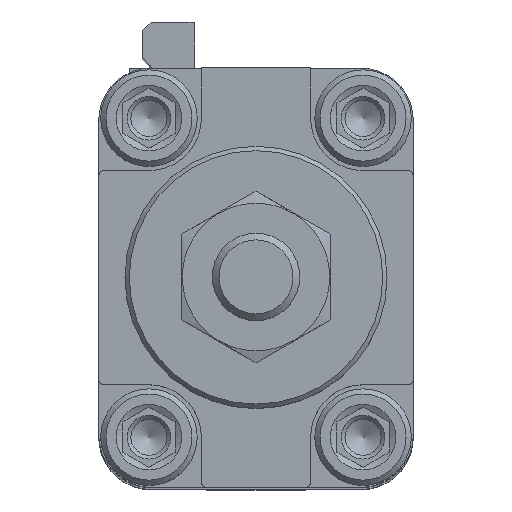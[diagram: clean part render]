
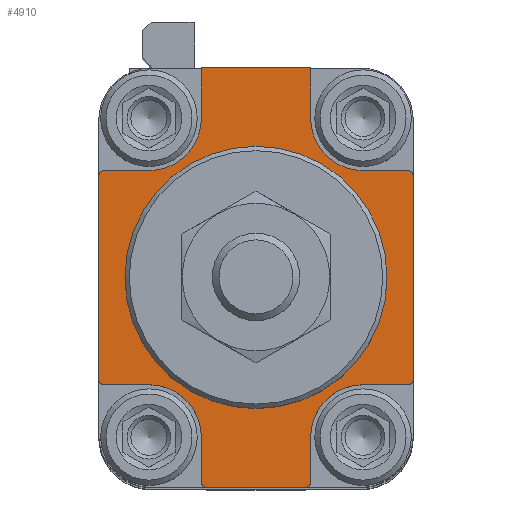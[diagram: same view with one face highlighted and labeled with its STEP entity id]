
A CAD part, top view. The second image highlights one B-rep face of the part: STEP entity #4910.
In plain terms, the highlighted planar face has unit normal (0, 0, 1).
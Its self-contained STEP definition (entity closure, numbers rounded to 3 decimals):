
#170=LINE('',#7659,#496);
#178=LINE('',#7681,#504);
#186=LINE('',#7705,#512);
#199=LINE('',#7741,#525);
#210=LINE('',#7764,#536);
#211=LINE('',#7770,#537);
#212=LINE('',#7774,#538);
#213=LINE('',#7779,#539);
#214=LINE('',#7783,#540);
#215=LINE('',#7788,#541);
#216=LINE('',#7792,#542);
#217=LINE('',#7793,#543);
#496=VECTOR('',#5951,1000.);
#504=VECTOR('',#5969,1000.);
#512=VECTOR('',#5989,1000.);
#525=VECTOR('',#6018,1000.);
#536=VECTOR('',#6033,1000.);
#537=VECTOR('',#6038,1000.);
#538=VECTOR('',#6041,1000.);
#539=VECTOR('',#6046,1000.);
#540=VECTOR('',#6049,1000.);
#541=VECTOR('',#6054,1000.);
#542=VECTOR('',#6057,1000.);
#543=VECTOR('',#6058,1000.);
#819=PLANE('',#5315);
#1003=CIRCLE('',#5316,15.);
#1004=CIRCLE('',#5317,0.6);
#1005=CIRCLE('',#5318,0.6);
#1006=CIRCLE('',#5319,6.);
#1007=CIRCLE('',#5320,0.6);
#1008=CIRCLE('',#5321,0.6);
#1009=CIRCLE('',#5322,6.);
#1010=CIRCLE('',#5323,0.6);
#1011=CIRCLE('',#5324,0.6);
#1012=CIRCLE('',#5325,6.);
#1013=CIRCLE('',#5326,6.);
#1364=ORIENTED_EDGE('',*,*,#2696,.T.);
#1365=ORIENTED_EDGE('',*,*,#2697,.T.);
#1366=ORIENTED_EDGE('',*,*,#2698,.T.);
#1367=ORIENTED_EDGE('',*,*,#2643,.T.);
#1368=ORIENTED_EDGE('',*,*,#2699,.T.);
#1369=ORIENTED_EDGE('',*,*,#2700,.T.);
#1370=ORIENTED_EDGE('',*,*,#2701,.F.);
#1371=ORIENTED_EDGE('',*,*,#2702,.T.);
#1372=ORIENTED_EDGE('',*,*,#2703,.T.);
#1373=ORIENTED_EDGE('',*,*,#2654,.T.);
#1374=ORIENTED_EDGE('',*,*,#2704,.T.);
#1375=ORIENTED_EDGE('',*,*,#2705,.T.);
#1376=ORIENTED_EDGE('',*,*,#2706,.F.);
#1377=ORIENTED_EDGE('',*,*,#2707,.T.);
#1378=ORIENTED_EDGE('',*,*,#2708,.T.);
#1379=ORIENTED_EDGE('',*,*,#2666,.T.);
#1380=ORIENTED_EDGE('',*,*,#2709,.T.);
#1381=ORIENTED_EDGE('',*,*,#2710,.T.);
#1382=ORIENTED_EDGE('',*,*,#2711,.F.);
#1383=ORIENTED_EDGE('',*,*,#2712,.T.);
#1384=ORIENTED_EDGE('',*,*,#2685,.T.);
#1385=ORIENTED_EDGE('',*,*,#2713,.T.);
#1386=ORIENTED_EDGE('',*,*,#2714,.F.);
#2643=EDGE_CURVE('',#3314,#3313,#170,.T.);
#2654=EDGE_CURVE('',#3323,#3322,#178,.T.);
#2666=EDGE_CURVE('',#3333,#3332,#186,.T.);
#2685=EDGE_CURVE('',#3348,#3347,#199,.T.);
#2696=EDGE_CURVE('',#3357,#3357,#1003,.T.);
#2697=EDGE_CURVE('',#3358,#3359,#210,.T.);
#2698=EDGE_CURVE('',#3359,#3314,#1004,.T.);
#2699=EDGE_CURVE('',#3313,#3360,#1005,.T.);
#2700=EDGE_CURVE('',#3360,#3361,#211,.T.);
#2701=EDGE_CURVE('',#3362,#3361,#1006,.T.);
#2702=EDGE_CURVE('',#3362,#3363,#212,.T.);
#2703=EDGE_CURVE('',#3363,#3323,#1007,.T.);
#2704=EDGE_CURVE('',#3322,#3364,#1008,.T.);
#2705=EDGE_CURVE('',#3364,#3365,#213,.T.);
#2706=EDGE_CURVE('',#3366,#3365,#1009,.T.);
#2707=EDGE_CURVE('',#3366,#3367,#214,.T.);
#2708=EDGE_CURVE('',#3367,#3333,#1010,.T.);
#2709=EDGE_CURVE('',#3332,#3368,#1011,.T.);
#2710=EDGE_CURVE('',#3368,#3369,#215,.T.);
#2711=EDGE_CURVE('',#3370,#3369,#1012,.T.);
#2712=EDGE_CURVE('',#3370,#3348,#216,.T.);
#2713=EDGE_CURVE('',#3347,#3371,#217,.T.);
#2714=EDGE_CURVE('',#3358,#3371,#1013,.T.);
#3313=VERTEX_POINT('',#7658);
#3314=VERTEX_POINT('',#7660);
#3322=VERTEX_POINT('',#7680);
#3323=VERTEX_POINT('',#7682);
#3332=VERTEX_POINT('',#7704);
#3333=VERTEX_POINT('',#7706);
#3347=VERTEX_POINT('',#7740);
#3348=VERTEX_POINT('',#7742);
#3357=VERTEX_POINT('',#7763);
#3358=VERTEX_POINT('',#7765);
#3359=VERTEX_POINT('',#7766);
#3360=VERTEX_POINT('',#7769);
#3361=VERTEX_POINT('',#7771);
#3362=VERTEX_POINT('',#7773);
#3363=VERTEX_POINT('',#7775);
#3364=VERTEX_POINT('',#7778);
#3365=VERTEX_POINT('',#7780);
#3366=VERTEX_POINT('',#7782);
#3367=VERTEX_POINT('',#7784);
#3368=VERTEX_POINT('',#7787);
#3369=VERTEX_POINT('',#7789);
#3370=VERTEX_POINT('',#7791);
#3371=VERTEX_POINT('',#7794);
#3863=EDGE_LOOP('',(#1364));
#3864=EDGE_LOOP('',(#1365,#1366,#1367,#1368,#1369,#1370,#1371,#1372,#1373,
#1374,#1375,#1376,#1377,#1378,#1379,#1380,#1381,#1382,#1383,#1384,#1385,
#1386));
#4355=FACE_BOUND('',#3863,.T.);
#4356=FACE_BOUND('',#3864,.T.);
#4910=ADVANCED_FACE('',(#4355,#4356),#819,.T.);
#5315=AXIS2_PLACEMENT_3D('',#7761,#6029,#6030);
#5316=AXIS2_PLACEMENT_3D('',#7762,#6031,#6032);
#5317=AXIS2_PLACEMENT_3D('',#7767,#6034,#6035);
#5318=AXIS2_PLACEMENT_3D('',#7768,#6036,#6037);
#5319=AXIS2_PLACEMENT_3D('',#7772,#6039,#6040);
#5320=AXIS2_PLACEMENT_3D('',#7776,#6042,#6043);
#5321=AXIS2_PLACEMENT_3D('',#7777,#6044,#6045);
#5322=AXIS2_PLACEMENT_3D('',#7781,#6047,#6048);
#5323=AXIS2_PLACEMENT_3D('',#7785,#6050,#6051);
#5324=AXIS2_PLACEMENT_3D('',#7786,#6052,#6053);
#5325=AXIS2_PLACEMENT_3D('',#7790,#6055,#6056);
#5326=AXIS2_PLACEMENT_3D('',#7795,#6059,#6060);
#5951=DIRECTION('',(0.,-1.,0.));
#5969=DIRECTION('',(1.,0.,0.));
#5989=DIRECTION('',(0.,1.,0.));
#6018=DIRECTION('',(-1.,0.,0.));
#6029=DIRECTION('',(0.,0.,1.));
#6030=DIRECTION('',(1.,0.,0.));
#6031=DIRECTION('',(0.,0.,-1.));
#6032=DIRECTION('',(-1.,0.,0.));
#6033=DIRECTION('',(-1.,0.,0.));
#6034=DIRECTION('',(0.,0.,1.));
#6035=DIRECTION('',(1.,0.,0.));
#6036=DIRECTION('',(0.,0.,1.));
#6037=DIRECTION('',(1.,0.,0.));
#6038=DIRECTION('',(1.,0.,0.));
#6039=DIRECTION('',(0.,0.,1.));
#6040=DIRECTION('',(1.,0.,0.));
#6041=DIRECTION('',(0.,-1.,0.));
#6042=DIRECTION('',(0.,0.,1.));
#6043=DIRECTION('',(1.,0.,0.));
#6044=DIRECTION('',(0.,0.,1.));
#6045=DIRECTION('',(1.,0.,0.));
#6046=DIRECTION('',(0.,1.,0.));
#6047=DIRECTION('',(0.,0.,1.));
#6048=DIRECTION('',(1.,0.,0.));
#6049=DIRECTION('',(1.,0.,0.));
#6050=DIRECTION('',(0.,0.,1.));
#6051=DIRECTION('',(1.,0.,0.));
#6052=DIRECTION('',(0.,0.,1.));
#6053=DIRECTION('',(1.,0.,0.));
#6054=DIRECTION('',(-1.,0.,0.));
#6055=DIRECTION('',(0.,0.,1.));
#6056=DIRECTION('',(1.,0.,0.));
#6057=DIRECTION('',(0.,1.,0.));
#6058=DIRECTION('',(0.,-1.,0.));
#6059=DIRECTION('',(0.,0.,1.));
#6060=DIRECTION('',(1.,0.,0.));
#7658=CARTESIAN_POINT('',(-18.,-11.65,0.));
#7659=CARTESIAN_POINT('',(-18.,18.,0.));
#7660=CARTESIAN_POINT('',(-18.,11.65,0.));
#7680=CARTESIAN_POINT('',(5.65,-24.,0.));
#7681=CARTESIAN_POINT('',(-12.,-24.,0.));
#7682=CARTESIAN_POINT('',(-5.65,-24.,0.));
#7704=CARTESIAN_POINT('',(18.,11.65,0.));
#7705=CARTESIAN_POINT('',(18.,-18.,0.));
#7706=CARTESIAN_POINT('',(18.,-11.65,0.));
#7740=CARTESIAN_POINT('',(-6.25,24.,0.));
#7741=CARTESIAN_POINT('',(12.,24.,0.));
#7742=CARTESIAN_POINT('',(6.25,24.,0.));
#7761=CARTESIAN_POINT('',(-12.,18.,0.));
#7762=CARTESIAN_POINT('',(0.,0.,0.));
#7763=CARTESIAN_POINT('',(-15.,0.,0.));
#7764=CARTESIAN_POINT('',(-12.25,12.25,0.));
#7765=CARTESIAN_POINT('',(-12.25,12.25,0.));
#7766=CARTESIAN_POINT('',(-17.4,12.25,0.));
#7767=CARTESIAN_POINT('',(-17.4,11.65,0.));
#7768=CARTESIAN_POINT('',(-17.4,-11.65,0.));
#7769=CARTESIAN_POINT('',(-17.4,-12.25,0.));
#7770=CARTESIAN_POINT('',(-17.4,-12.25,0.));
#7771=CARTESIAN_POINT('',(-12.25,-12.25,0.));
#7772=CARTESIAN_POINT('',(-12.25,-18.25,0.));
#7773=CARTESIAN_POINT('',(-6.25,-18.25,0.));
#7774=CARTESIAN_POINT('',(-6.25,-18.25,0.));
#7775=CARTESIAN_POINT('',(-6.25,-23.4,0.));
#7776=CARTESIAN_POINT('',(-5.65,-23.4,0.));
#7777=CARTESIAN_POINT('',(5.65,-23.4,0.));
#7778=CARTESIAN_POINT('',(6.25,-23.4,0.));
#7779=CARTESIAN_POINT('',(6.25,-23.4,0.));
#7780=CARTESIAN_POINT('',(6.25,-18.25,0.));
#7781=CARTESIAN_POINT('',(12.25,-18.25,0.));
#7782=CARTESIAN_POINT('',(12.25,-12.25,0.));
#7783=CARTESIAN_POINT('',(12.25,-12.25,0.));
#7784=CARTESIAN_POINT('',(17.4,-12.25,0.));
#7785=CARTESIAN_POINT('',(17.4,-11.65,0.));
#7786=CARTESIAN_POINT('',(17.4,11.65,0.));
#7787=CARTESIAN_POINT('',(17.4,12.25,0.));
#7788=CARTESIAN_POINT('',(17.4,12.25,0.));
#7789=CARTESIAN_POINT('',(12.25,12.25,0.));
#7790=CARTESIAN_POINT('',(12.25,18.25,0.));
#7791=CARTESIAN_POINT('',(6.25,18.25,0.));
#7792=CARTESIAN_POINT('',(6.25,18.25,0.));
#7793=CARTESIAN_POINT('',(-6.25,24.,0.));
#7794=CARTESIAN_POINT('',(-6.25,18.25,0.));
#7795=CARTESIAN_POINT('',(-12.25,18.25,0.));
